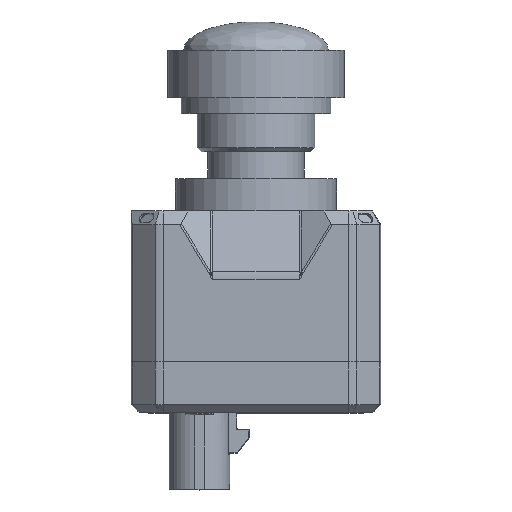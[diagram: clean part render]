
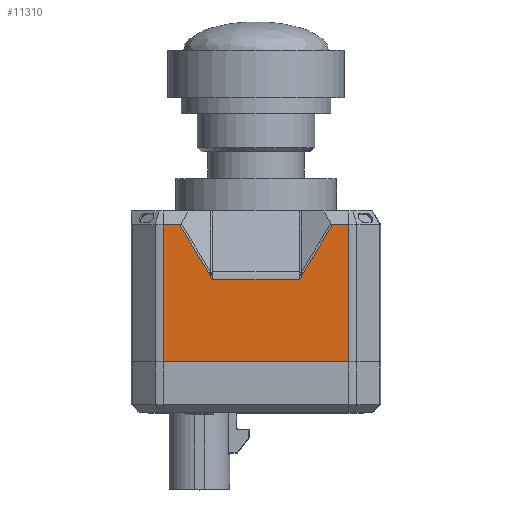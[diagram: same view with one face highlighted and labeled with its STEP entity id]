
A CAD part, top view. The second image highlights one B-rep face of the part: STEP entity #11310.
In plain terms, the highlighted planar face has unit normal (0, 0, 1).
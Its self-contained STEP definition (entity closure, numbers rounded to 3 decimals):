
#393=PLANE('',#12069);
#802=FACE_OUTER_BOUND('',#1463,.T.);
#1463=EDGE_LOOP('',(#8118,#8119,#8120,#8121,#8122,#8123,#8124,#8125,#8126,
#8127,#8128,#8129));
#2703=B_SPLINE_CURVE_WITH_KNOTS('',3,(#24512,#24513,#24514,#24515),
 .UNSPECIFIED.,.F.,.F.,(4,4),(0.5,1.),.UNSPECIFIED.);
#2705=B_SPLINE_CURVE_WITH_KNOTS('',3,(#24562,#24563,#24564,#24565),
 .UNSPECIFIED.,.F.,.F.,(4,4),(0.,0.5),.UNSPECIFIED.);
#2710=B_SPLINE_CURVE_WITH_KNOTS('',3,(#24667,#24668,#24669,#24670),
 .UNSPECIFIED.,.F.,.F.,(4,4),(0.5,1.),.UNSPECIFIED.);
#2712=B_SPLINE_CURVE_WITH_KNOTS('',3,(#24717,#24718,#24719,#24720),
 .UNSPECIFIED.,.F.,.F.,(4,4),(0.,0.5),.UNSPECIFIED.);
#2991=LINE('',#27298,#3869);
#2994=LINE('',#27306,#3872);
#2998=LINE('',#27318,#3876);
#3002=LINE('',#27326,#3880);
#3005=LINE('',#27332,#3883);
#3006=LINE('',#27334,#3884);
#3007=LINE('',#27336,#3885);
#3008=LINE('',#27337,#3886);
#3869=VECTOR('',#13547,10.);
#3872=VECTOR('',#13556,10.);
#3876=VECTOR('',#13568,10.);
#3880=VECTOR('',#13576,10.);
#3883=VECTOR('',#13581,10.);
#3884=VECTOR('',#13582,10.);
#3885=VECTOR('',#13583,10.);
#3886=VECTOR('',#13584,10.);
#4696=VERTEX_POINT('',#24504);
#4697=VERTEX_POINT('',#24511);
#4699=VERTEX_POINT('',#24560);
#4704=VERTEX_POINT('',#24659);
#4705=VERTEX_POINT('',#24666);
#4707=VERTEX_POINT('',#24715);
#4869=VERTEX_POINT('',#27294);
#4876=VERTEX_POINT('',#27316);
#4878=VERTEX_POINT('',#27325);
#4880=VERTEX_POINT('',#27331);
#4881=VERTEX_POINT('',#27333);
#4882=VERTEX_POINT('',#27335);
#5874=EDGE_CURVE('',#4696,#4697,#2703,.T.);
#5878=EDGE_CURVE('',#4699,#4696,#2705,.T.);
#5884=EDGE_CURVE('',#4704,#4705,#2710,.T.);
#5888=EDGE_CURVE('',#4707,#4704,#2712,.T.);
#6136=EDGE_CURVE('',#4697,#4869,#2991,.T.);
#6140=EDGE_CURVE('',#4705,#4699,#2994,.T.);
#6146=EDGE_CURVE('',#4876,#4707,#2998,.T.);
#6150=EDGE_CURVE('',#4869,#4878,#3002,.T.);
#6153=EDGE_CURVE('',#4880,#4876,#3005,.T.);
#6154=EDGE_CURVE('',#4881,#4880,#3006,.T.);
#6155=EDGE_CURVE('',#4881,#4882,#3007,.T.);
#6156=EDGE_CURVE('',#4882,#4878,#3008,.T.);
#8118=ORIENTED_EDGE('',*,*,#6136,.F.);
#8119=ORIENTED_EDGE('',*,*,#5874,.F.);
#8120=ORIENTED_EDGE('',*,*,#5878,.F.);
#8121=ORIENTED_EDGE('',*,*,#6140,.F.);
#8122=ORIENTED_EDGE('',*,*,#5884,.F.);
#8123=ORIENTED_EDGE('',*,*,#5888,.F.);
#8124=ORIENTED_EDGE('',*,*,#6146,.F.);
#8125=ORIENTED_EDGE('',*,*,#6153,.F.);
#8126=ORIENTED_EDGE('',*,*,#6154,.F.);
#8127=ORIENTED_EDGE('',*,*,#6155,.T.);
#8128=ORIENTED_EDGE('',*,*,#6156,.T.);
#8129=ORIENTED_EDGE('',*,*,#6150,.F.);
#11310=ADVANCED_FACE('',(#802),#393,.T.);
#12069=AXIS2_PLACEMENT_3D('',#27330,#13579,#13580);
#13547=DIRECTION('',(0.523,0.852,0.));
#13556=DIRECTION('',(1.,0.,0.));
#13568=DIRECTION('',(0.523,-0.852,0.));
#13576=DIRECTION('',(1.,0.,0.));
#13579=DIRECTION('center_axis',(0.,0.,1.));
#13580=DIRECTION('ref_axis',(1.,0.,0.));
#13581=DIRECTION('',(1.,0.,0.));
#13582=DIRECTION('',(0.,1.,0.));
#13583=DIRECTION('',(1.,0.,0.));
#13584=DIRECTION('',(0.,1.,0.));
#24504=CARTESIAN_POINT('',(5.652,10.562,15.5));
#24511=CARTESIAN_POINT('',(5.822,11.011,15.5));
#24512=CARTESIAN_POINT('Ctrl Pts',(5.652,10.562,15.5));
#24513=CARTESIAN_POINT('Ctrl Pts',(5.709,10.712,15.5));
#24514=CARTESIAN_POINT('Ctrl Pts',(5.749,10.891,15.5));
#24515=CARTESIAN_POINT('Ctrl Pts',(5.822,11.011,15.5));
#24560=CARTESIAN_POINT('',(5.381,10.292,15.5));
#24562=CARTESIAN_POINT('Ctrl Pts',(5.381,10.292,15.5));
#24563=CARTESIAN_POINT('Ctrl Pts',(5.522,10.292,15.5));
#24564=CARTESIAN_POINT('Ctrl Pts',(5.595,10.412,15.5));
#24565=CARTESIAN_POINT('Ctrl Pts',(5.652,10.562,15.5));
#24659=CARTESIAN_POINT('',(-5.652,10.562,15.5));
#24666=CARTESIAN_POINT('',(-5.381,10.292,15.5));
#24667=CARTESIAN_POINT('Ctrl Pts',(-5.652,10.562,15.5));
#24668=CARTESIAN_POINT('Ctrl Pts',(-5.595,10.412,15.5));
#24669=CARTESIAN_POINT('Ctrl Pts',(-5.522,10.292,15.5));
#24670=CARTESIAN_POINT('Ctrl Pts',(-5.381,10.292,15.5));
#24715=CARTESIAN_POINT('',(-5.822,11.011,15.5));
#24717=CARTESIAN_POINT('Ctrl Pts',(-5.822,11.011,15.5));
#24718=CARTESIAN_POINT('Ctrl Pts',(-5.749,10.891,15.5));
#24719=CARTESIAN_POINT('Ctrl Pts',(-5.709,10.712,15.5));
#24720=CARTESIAN_POINT('Ctrl Pts',(-5.652,10.562,15.5));
#27294=CARTESIAN_POINT('',(9.506,17.018,15.5));
#27298=CARTESIAN_POINT('',(2.681,5.89,15.5));
#27306=CARTESIAN_POINT('',(-8.5,10.292,15.5));
#27316=CARTESIAN_POINT('',(-9.506,17.018,15.5));
#27318=CARTESIAN_POINT('',(-6.495,12.109,15.5));
#27325=CARTESIAN_POINT('',(11.5,17.018,15.5));
#27326=CARTESIAN_POINT('',(-5.75,17.018,15.5));
#27330=CARTESIAN_POINT('Origin',(-11.5,0.,15.5));
#27331=CARTESIAN_POINT('',(-11.5,17.018,15.5));
#27332=CARTESIAN_POINT('',(-5.75,17.018,15.5));
#27333=CARTESIAN_POINT('',(-11.5,0.,15.5));
#27334=CARTESIAN_POINT('',(-11.5,0.,15.5));
#27335=CARTESIAN_POINT('',(11.5,0.,15.5));
#27336=CARTESIAN_POINT('',(-11.5,0.,15.5));
#27337=CARTESIAN_POINT('',(11.5,0.,15.5));
